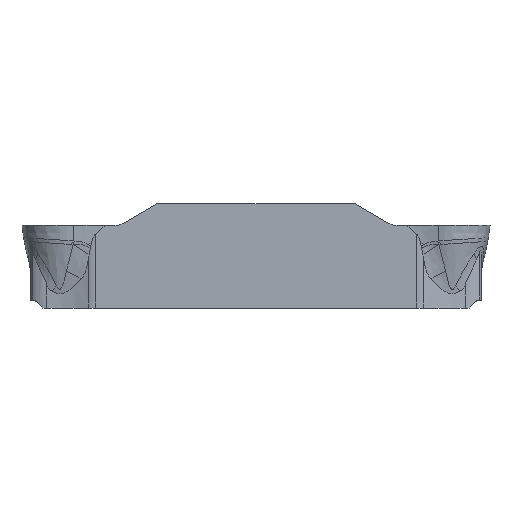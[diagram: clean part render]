
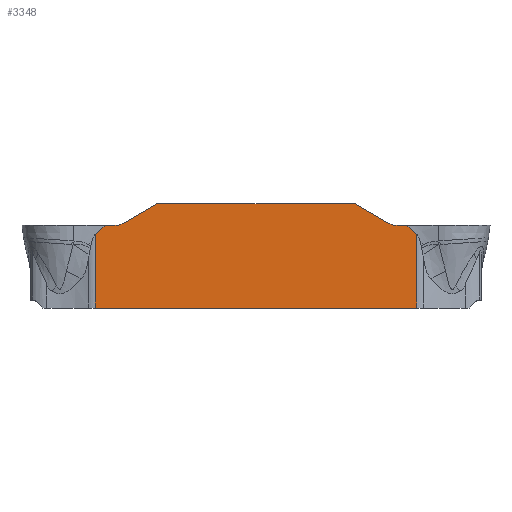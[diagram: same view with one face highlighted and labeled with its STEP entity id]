
A CAD part, left-side view. The second image highlights one B-rep face of the part: STEP entity #3348.
In plain terms, the highlighted planar face has unit normal (-1, 0, 0).
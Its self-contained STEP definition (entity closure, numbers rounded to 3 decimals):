
#80=DIRECTION('',(0.,-1.,0.));
#81=VECTOR('',#80,18.067);
#82=CARTESIAN_POINT('',(-2.1,22.033,-4.65));
#83=LINE('',#82,#81);
#215=DIRECTION('',(0.,1.,0.));
#216=VECTOR('',#215,11.143);
#217=CARTESIAN_POINT('',(-2.1,7.428,1.2));
#218=LINE('',#217,#216);
#236=DIRECTION('',(0.,0.,1.));
#237=VECTOR('',#236,4.152);
#238=CARTESIAN_POINT('',(-2.1,22.033,-4.65));
#239=LINE('',#238,#237);
#243=DIRECTION('',(0.,-1.,0.));
#244=VECTOR('',#243,0.503);
#245=CARTESIAN_POINT('',(-2.1,21.368,
0.));
#246=LINE('',#245,#244);
#250=CARTESIAN_POINT('',(-2.1,20.864,0.8));
#251=DIRECTION('',(-1.,0.,0.));
#252=DIRECTION('',(0.,0.,-1.));
#253=AXIS2_PLACEMENT_3D('',#250,#251,#252);
#258=DIRECTION('',(0.,-0.866,0.5));
#259=VECTOR('',#258,2.186);
#260=CARTESIAN_POINT('',(-2.1,20.464,0.107));
#261=LINE('',#260,#259);
#265=DIRECTION('',(0.,-0.866,-0.5));
#266=VECTOR('',#265,2.186);
#267=CARTESIAN_POINT('',(-2.1,7.428,1.2));
#268=LINE('',#267,#266);
#272=CARTESIAN_POINT('',(-2.1,5.136,0.8));
#273=DIRECTION('',(-1.,0.,0.));
#274=DIRECTION('',(0.,0.5,-0.866));
#275=AXIS2_PLACEMENT_3D('',#272,#273,#274);
#280=CARTESIAN_POINT('',(-2.1,4.632,
0.));
#281=CARTESIAN_POINT('',(-2.1,4.624,
-0.001));
#282=CARTESIAN_POINT('',(-2.1,4.607,
-0.003));
#283=CARTESIAN_POINT('',(-2.1,4.579,
-0.009));
#284=CARTESIAN_POINT('',(-2.1,4.551,
-0.019));
#285=CARTESIAN_POINT('',(-2.1,4.52,
-0.033));
#286=CARTESIAN_POINT('',(-2.1,4.487,
-0.051));
#287=CARTESIAN_POINT('',(-2.1,4.451,
-0.074));
#288=CARTESIAN_POINT('',(-2.1,4.413,
-0.103));
#289=CARTESIAN_POINT('',(-2.1,4.372,
-0.137));
#290=CARTESIAN_POINT('',(-2.1,4.328,
-0.175));
#291=CARTESIAN_POINT('',(-2.1,4.28,
-0.218));
#292=CARTESIAN_POINT('',(-2.1,4.23,
-0.265));
#293=CARTESIAN_POINT('',(-2.1,4.175,
-0.316));
#294=CARTESIAN_POINT('',(-2.1,4.114,
-0.371));
#295=CARTESIAN_POINT('',(-2.1,4.046,
-0.432));
#296=CARTESIAN_POINT('',(-2.1,3.994,
-0.475));
#297=CARTESIAN_POINT('',(-2.1,3.967,
-0.498));
#302=DIRECTION('',(0.,0.,-1.));
#303=VECTOR('',#302,4.152);
#304=CARTESIAN_POINT('',(-2.1,3.967,
-0.498));
#305=LINE('',#304,#303);
#379=CARTESIAN_POINT('',(-2.1,21.368,
0.));
#380=CARTESIAN_POINT('',(-2.1,21.376,
-0.001));
#381=CARTESIAN_POINT('',(-2.1,21.393,
-0.003));
#382=CARTESIAN_POINT('',(-2.1,21.421,
-0.009));
#383=CARTESIAN_POINT('',(-2.1,21.449,
-0.019));
#384=CARTESIAN_POINT('',(-2.1,21.48,
-0.033));
#385=CARTESIAN_POINT('',(-2.1,21.513,
-0.051));
#386=CARTESIAN_POINT('',(-2.1,21.549,
-0.074));
#387=CARTESIAN_POINT('',(-2.1,21.587,
-0.103));
#388=CARTESIAN_POINT('',(-2.1,21.628,
-0.137));
#389=CARTESIAN_POINT('',(-2.1,21.672,
-0.175));
#390=CARTESIAN_POINT('',(-2.1,21.72,
-0.218));
#391=CARTESIAN_POINT('',(-2.1,21.77,
-0.265));
#392=CARTESIAN_POINT('',(-2.1,21.825,
-0.316));
#393=CARTESIAN_POINT('',(-2.1,21.886,
-0.371));
#394=CARTESIAN_POINT('',(-2.1,21.954,
-0.432));
#395=CARTESIAN_POINT('',(-2.1,22.006,
-0.475));
#396=CARTESIAN_POINT('',(-2.1,22.033,
-0.498));
#1690=DIRECTION('',(0.,1.,0.));
#1691=VECTOR('',#1690,0.503);
#1692=CARTESIAN_POINT('',(-2.1,4.632,
0.));
#1693=LINE('',#1692,#1691);
#2991=CARTESIAN_POINT('',(-2.1,22.033,-4.65));
#2992=VERTEX_POINT('',#2991);
#2993=CARTESIAN_POINT('',(-2.1,3.967,-4.65));
#2994=VERTEX_POINT('',#2993);
#3025=CARTESIAN_POINT('',(-2.1,7.428,1.2));
#3026=CARTESIAN_POINT('',(-2.1,18.572,1.2));
#3027=VERTEX_POINT('',#3025);
#3028=VERTEX_POINT('',#3026);
#3029=CARTESIAN_POINT('',(-2.1,22.033,
-0.498));
#3030=VERTEX_POINT('',#3029);
#3031=VERTEX_POINT('',#379);
#3032=CARTESIAN_POINT('',(-2.1,20.864,0.));
#3033=VERTEX_POINT('',#3032);
#3034=CARTESIAN_POINT('',(-2.1,20.464,0.107));
#3035=VERTEX_POINT('',#3034);
#3036=CARTESIAN_POINT('',(-2.1,5.536,0.107));
#3037=VERTEX_POINT('',#3036);
#3038=CARTESIAN_POINT('',(-2.1,5.136,0.));
#3039=VERTEX_POINT('',#3038);
#3040=CARTESIAN_POINT('',(-2.1,4.632,
0.));
#3041=VERTEX_POINT('',#3040);
#3042=VERTEX_POINT('',#297);
#3319=CARTESIAN_POINT('',(-2.1,13.,-4.65));
#3320=DIRECTION('',(-1.,0.,0.));
#3321=DIRECTION('',(0.,-1.,0.));
#3322=AXIS2_PLACEMENT_3D('',#3319,#3320,#3321);
#3323=PLANE('',#3322);
#3324=ORIENTED_EDGE('',*,*,#3218,.F.);
#3326=ORIENTED_EDGE('',*,*,#3325,.T.);
#3328=ORIENTED_EDGE('',*,*,#3327,.F.);
#3330=ORIENTED_EDGE('',*,*,#3329,.T.);
#3332=ORIENTED_EDGE('',*,*,#3331,.T.);
#3334=ORIENTED_EDGE('',*,*,#3333,.T.);
#3335=ORIENTED_EDGE('',*,*,#3297,.F.);
#3337=ORIENTED_EDGE('',*,*,#3336,.T.);
#3339=ORIENTED_EDGE('',*,*,#3338,.T.);
#3341=ORIENTED_EDGE('',*,*,#3340,.F.);
#3343=ORIENTED_EDGE('',*,*,#3342,.T.);
#3345=ORIENTED_EDGE('',*,*,#3344,.T.);
#3346=EDGE_LOOP('',(#3324,#3326,#3328,#3330,#3332,#3334,#3335,#3337,#3339,#3341,
#3343,#3345));
#3347=FACE_OUTER_BOUND('',#3346,.F.);
#254=CIRCLE('',#253,0.8);
#276=CIRCLE('',#275,0.8);
#298=B_SPLINE_CURVE_WITH_KNOTS('',3,(#280,#281,#282,#283,#284,#285,#286,#287,
#288,#289,#290,#291,#292,#293,#294,#295,#296,#297),.UNSPECIFIED.,.F.,.F.,(4,1,1,
1,1,1,1,1,1,1,1,1,1,1,1,4),(0.,0.067,0.133,0.2,
0.267,0.333,0.4,0.467,0.533,
0.6,0.667,0.733,0.8,0.867,
0.933,1.),.UNSPECIFIED.);
#397=B_SPLINE_CURVE_WITH_KNOTS('',3,(#379,#380,#381,#382,#383,#384,#385,#386,
#387,#388,#389,#390,#391,#392,#393,#394,#395,#396),.UNSPECIFIED.,.F.,.F.,(4,1,1,
1,1,1,1,1,1,1,1,1,1,1,1,4),(0.,0.067,0.133,0.2,
0.267,0.333,0.4,0.467,0.533,
0.6,0.667,0.733,0.8,0.867,
0.933,1.),.UNSPECIFIED.);
#3218=EDGE_CURVE('',#2992,#2994,#83,.T.);
#3297=EDGE_CURVE('',#3027,#3028,#218,.T.);
#3325=EDGE_CURVE('',#2992,#3030,#239,.T.);
#3327=EDGE_CURVE('',#3031,#3030,#397,.T.);
#3329=EDGE_CURVE('',#3031,#3033,#246,.T.);
#3331=EDGE_CURVE('',#3033,#3035,#254,.T.);
#3333=EDGE_CURVE('',#3035,#3028,#261,.T.);
#3336=EDGE_CURVE('',#3027,#3037,#268,.T.);
#3338=EDGE_CURVE('',#3037,#3039,#276,.T.);
#3340=EDGE_CURVE('',#3041,#3039,#1693,.T.);
#3342=EDGE_CURVE('',#3041,#3042,#298,.T.);
#3344=EDGE_CURVE('',#3042,#2994,#305,.T.);
#3348=ADVANCED_FACE('',(#3347),#3323,.T.);
